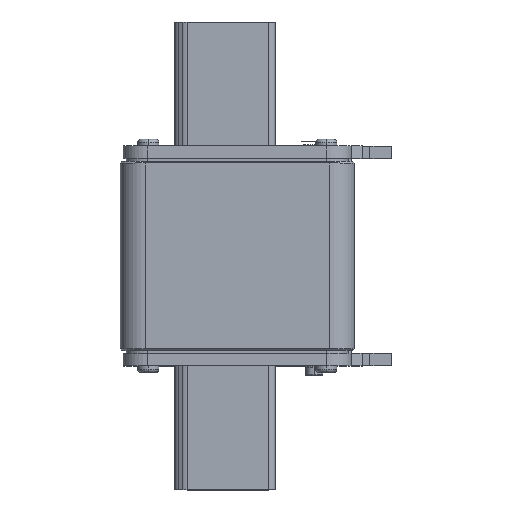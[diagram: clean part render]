
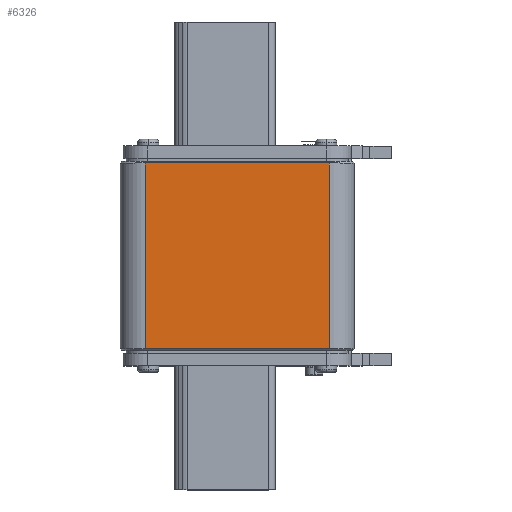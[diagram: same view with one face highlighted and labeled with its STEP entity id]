
A CAD part, top view. The second image highlights one B-rep face of the part: STEP entity #6326.
In plain terms, the highlighted planar face has unit normal (0, 0, 1).
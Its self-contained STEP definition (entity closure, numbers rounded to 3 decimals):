
#18 = LINE ( 'NONE', #3622, #14517 ) ;
#1963 = DIRECTION ( 'NONE',  ( -1., 0., 0. ) ) ;
#2016 = ORIENTED_EDGE ( 'NONE', *, *, #5075, .T. ) ;
#2392 = LINE ( 'NONE', #10444, #16436 ) ;
#2471 = CARTESIAN_POINT ( 'NONE',  ( 29.5, -29.75, 35. ) ) ;
#2519 = ORIENTED_EDGE ( 'NONE', *, *, #7663, .T. ) ;
#3200 = AXIS2_PLACEMENT_3D ( 'NONE', #3271, #10385, #1963 ) ;
#3271 = CARTESIAN_POINT ( 'NONE',  ( -37.5, 30.25, 35. ) ) ;
#3462 = DIRECTION ( 'NONE',  ( 0., -1., 0. ) ) ;
#3622 = CARTESIAN_POINT ( 'NONE',  ( -37.5, -29.75, 35. ) ) ;
#4212 = VECTOR ( 'NONE', #12180, 1000. ) ;
#4885 = VERTEX_POINT ( 'NONE', #17212 ) ;
#5074 = DIRECTION ( 'NONE',  ( 0., 1., 0. ) ) ;
#5075 = EDGE_CURVE ( 'NONE', #6122, #10036, #11659, .T. ) ;
#6071 = EDGE_LOOP ( 'NONE', ( #10933, #2519, #13158, #2016 ) ) ;
#6122 = VERTEX_POINT ( 'NONE', #9819 ) ;
#6303 = LINE ( 'NONE', #13470, #9611 ) ;
#6326 = ADVANCED_FACE ( 'NONE', ( #15569 ), #7546, .F. ) ;
#6391 = CARTESIAN_POINT ( 'NONE',  ( -29.5, 29.75, 35. ) ) ;
#7546 = PLANE ( 'NONE',  #3200 ) ;
#7663 = EDGE_CURVE ( 'NONE', #4885, #16225, #18, .T. ) ;
#9611 = VECTOR ( 'NONE', #5074, 1000. ) ;
#9819 = CARTESIAN_POINT ( 'NONE',  ( 29.5, 29.75, 35. ) ) ;
#10036 = VERTEX_POINT ( 'NONE', #11975 ) ;
#10385 = DIRECTION ( 'NONE',  ( 0., 0., -1. ) ) ;
#10444 = CARTESIAN_POINT ( 'NONE',  ( -29.5, 30.25, 35. ) ) ;
#10933 = ORIENTED_EDGE ( 'NONE', *, *, #14065, .T. ) ;
#11659 = LINE ( 'NONE', #6391, #4212 ) ;
#11975 = CARTESIAN_POINT ( 'NONE',  ( -29.5, 29.75, 35. ) ) ;
#12005 = DIRECTION ( 'NONE',  ( 1., 0., 0. ) ) ;
#12180 = DIRECTION ( 'NONE',  ( -1., 0., 0. ) ) ;
#13158 = ORIENTED_EDGE ( 'NONE', *, *, #14801, .T. ) ;
#13470 = CARTESIAN_POINT ( 'NONE',  ( 29.5, 30.25, 35. ) ) ;
#14065 = EDGE_CURVE ( 'NONE', #10036, #4885, #2392, .T. ) ;
#14517 = VECTOR ( 'NONE', #12005, 1000. ) ;
#14801 = EDGE_CURVE ( 'NONE', #16225, #6122, #6303, .T. ) ;
#15569 = FACE_OUTER_BOUND ( 'NONE', #6071, .T. ) ;
#16225 = VERTEX_POINT ( 'NONE', #2471 ) ;
#16436 = VECTOR ( 'NONE', #3462, 1000. ) ;
#17212 = CARTESIAN_POINT ( 'NONE',  ( -29.5, -29.75, 35. ) ) ;
